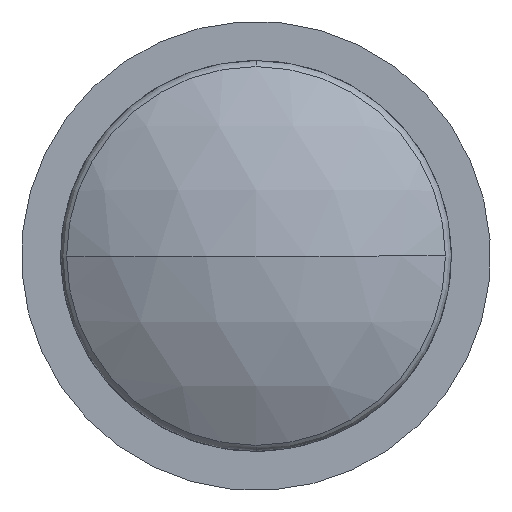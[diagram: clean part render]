
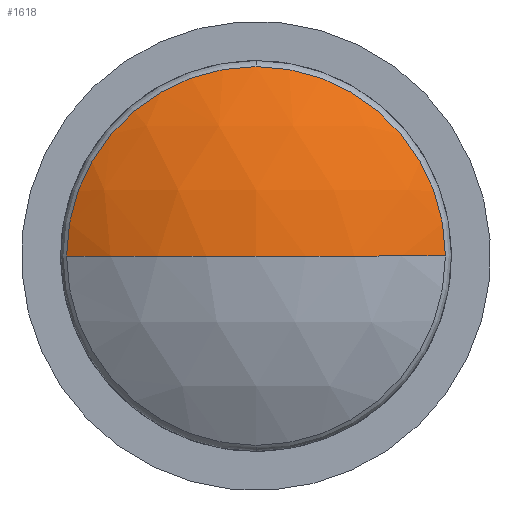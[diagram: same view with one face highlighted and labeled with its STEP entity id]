
A CAD part, left-side view. The second image highlights one B-rep face of the part: STEP entity #1618.
In plain terms, the highlighted spherical face has radius 6.921 mm.
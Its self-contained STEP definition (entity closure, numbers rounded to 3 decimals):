
#46 = DIRECTION ( 'NONE',  ( 1., 0., 0. ) ) ;
#107 = VERTEX_POINT ( 'NONE', #2438 ) ;
#258 = EDGE_LOOP ( 'NONE', ( #3250, #343, #1065, #3409 ) ) ;
#343 = ORIENTED_EDGE ( 'NONE', *, *, #2434, .T. ) ;
#415 = VERTEX_POINT ( 'NONE', #1787 ) ;
#910 = DIRECTION ( 'NONE',  ( 0., 0., 1. ) ) ;
#1065 = ORIENTED_EDGE ( 'NONE', *, *, #2423, .F. ) ;
#1104 = AXIS2_PLACEMENT_3D ( 'NONE', #1534, #3552, #1835 ) ;
#1210 = DIRECTION ( 'NONE',  ( 1., 0., 0. ) ) ;
#1361 = DIRECTION ( 'NONE',  ( 0., 1., 0. ) ) ;
#1369 = CIRCLE ( 'NONE', #1920, 3.691 ) ;
#1378 = VERTEX_POINT ( 'NONE', #2979 ) ;
#1525 = AXIS2_PLACEMENT_3D ( 'NONE', #2730, #910, #3028 ) ;
#1534 = CARTESIAN_POINT ( 'NONE',  ( 3.619, 7.62, 0. ) ) ;
#1618 = ADVANCED_FACE ( 'NONE', ( #3348 ), #3514, .T. ) ;
#1627 = CARTESIAN_POINT ( 'NONE',  ( 3.619, 7.62, 0. ) ) ;
#1787 = CARTESIAN_POINT ( 'NONE',  ( -2.235, 3.929, 0. ) ) ;
#1819 = CARTESIAN_POINT ( 'NONE',  ( -2.235, 7.62, 0. ) ) ;
#1835 = DIRECTION ( 'NONE',  ( -1., 0., 0. ) ) ;
#1920 = AXIS2_PLACEMENT_3D ( 'NONE', #1819, #46, #2111 ) ;
#1989 = VERTEX_POINT ( 'NONE', #2908 ) ;
#2066 = CIRCLE ( 'NONE', #1104, 6.921 ) ;
#2111 = DIRECTION ( 'NONE',  ( 0., 0., -1. ) ) ;
#2155 = CIRCLE ( 'NONE', #2521, 3.691 ) ;
#2412 = EDGE_CURVE ( 'NONE', #107, #1989, #2155, .T. ) ;
#2423 = EDGE_CURVE ( 'NONE', #1989, #415, #1369, .T. ) ;
#2434 = EDGE_CURVE ( 'NONE', #1378, #415, #3666, .T. ) ;
#2438 = CARTESIAN_POINT ( 'NONE',  ( -2.235, 11.311, 0. ) ) ;
#2440 = EDGE_CURVE ( 'NONE', #1378, #107, #2066, .T. ) ;
#2521 = AXIS2_PLACEMENT_3D ( 'NONE', #3017, #1210, #3272 ) ;
#2730 = CARTESIAN_POINT ( 'NONE',  ( 3.619, 7.62, 0. ) ) ;
#2826 = AXIS2_PLACEMENT_3D ( 'NONE', #1627, #3476, #1361 ) ;
#2908 = CARTESIAN_POINT ( 'NONE',  ( -2.235, 7.62, 3.691 ) ) ;
#2979 = CARTESIAN_POINT ( 'NONE',  ( -3.302, 7.62, 0. ) ) ;
#3017 = CARTESIAN_POINT ( 'NONE',  ( -2.235, 7.62, 0. ) ) ;
#3028 = DIRECTION ( 'NONE',  ( 0., -1., 0. ) ) ;
#3250 = ORIENTED_EDGE ( 'NONE', *, *, #2440, .F. ) ;
#3272 = DIRECTION ( 'NONE',  ( 0., 0., -1. ) ) ;
#3348 = FACE_OUTER_BOUND ( 'NONE', #258, .T. ) ;
#3409 = ORIENTED_EDGE ( 'NONE', *, *, #2412, .F. ) ;
#3476 = DIRECTION ( 'NONE',  ( 0., 0., 1. ) ) ;
#3514 = SPHERICAL_SURFACE ( 'NONE', #2826, 6.921 ) ;
#3552 = DIRECTION ( 'NONE',  ( 0., 0., -1. ) ) ;
#3666 = CIRCLE ( 'NONE', #1525, 6.921 ) ;
